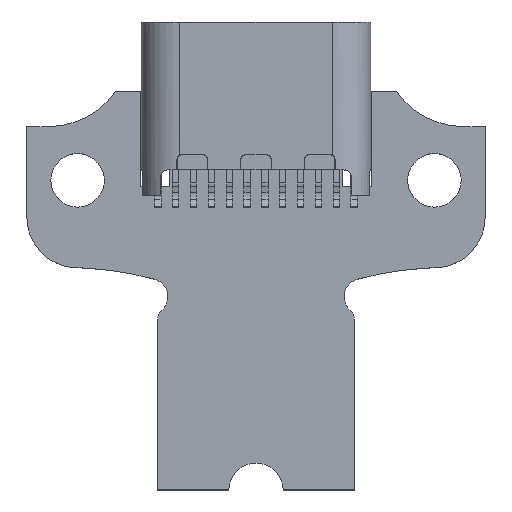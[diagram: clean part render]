
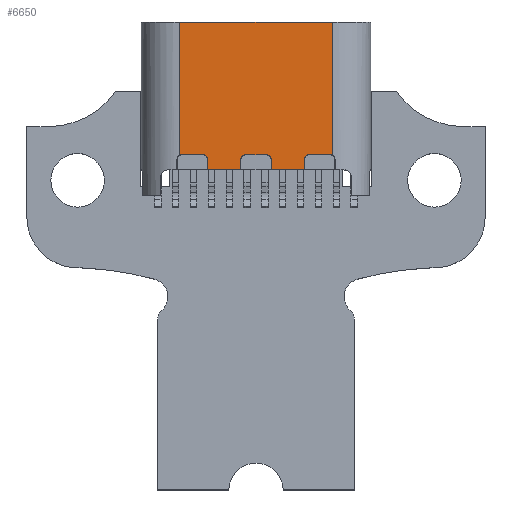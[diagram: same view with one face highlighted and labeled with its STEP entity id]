
A CAD part, top view. The second image highlights one B-rep face of the part: STEP entity #6650.
In plain terms, the highlighted planar face has unit normal (0, 0, 1).
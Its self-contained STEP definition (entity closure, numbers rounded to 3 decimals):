
#6650=ADVANCED_FACE('',(#7428),#19225,.T.);
#7428=FACE_OUTER_BOUND('',#8235,.T.);
#8235=EDGE_LOOP('',(#12089,#12090,#12091,#12092,#12093,#12094,#12095,#12096,
#12097,#12098,#12099,#12100,#12101,#12102,#12103,#12104,#12105,#12106));
#12089=ORIENTED_EDGE('',*,*,#14656,.T.);
#12090=ORIENTED_EDGE('',*,*,#14461,.T.);
#12091=ORIENTED_EDGE('',*,*,#14462,.T.);
#12092=ORIENTED_EDGE('',*,*,#14463,.T.);
#12093=ORIENTED_EDGE('',*,*,#14647,.T.);
#12094=ORIENTED_EDGE('',*,*,#14464,.T.);
#12095=ORIENTED_EDGE('',*,*,#14651,.T.);
#12096=ORIENTED_EDGE('',*,*,#14465,.T.);
#12097=ORIENTED_EDGE('',*,*,#14466,.T.);
#12098=ORIENTED_EDGE('',*,*,#14467,.T.);
#12099=ORIENTED_EDGE('',*,*,#14663,.T.);
#12100=ORIENTED_EDGE('',*,*,#14468,.T.);
#12101=ORIENTED_EDGE('',*,*,#14668,.T.);
#12102=ORIENTED_EDGE('',*,*,#14469,.T.);
#12103=ORIENTED_EDGE('',*,*,#14470,.T.);
#12104=ORIENTED_EDGE('',*,*,#14471,.T.);
#12105=ORIENTED_EDGE('',*,*,#14658,.T.);
#12106=ORIENTED_EDGE('',*,*,#14472,.T.);
#14461=EDGE_CURVE('',#18579,#18580,#17179,.T.);
#14462=EDGE_CURVE('',#18580,#18581,#17180,.T.);
#14463=EDGE_CURVE('',#18581,#18582,#17181,.T.);
#14464=EDGE_CURVE('',#18583,#18584,#17182,.T.);
#14465=EDGE_CURVE('',#18585,#18586,#17183,.T.);
#14466=EDGE_CURVE('',#18586,#18587,#17184,.T.);
#14467=EDGE_CURVE('',#18587,#18588,#17185,.T.);
#14468=EDGE_CURVE('',#18589,#18590,#17186,.T.);
#14469=EDGE_CURVE('',#18591,#18592,#17187,.T.);
#14470=EDGE_CURVE('',#18592,#18593,#17188,.T.);
#14471=EDGE_CURVE('',#18593,#18594,#17189,.T.);
#14472=EDGE_CURVE('',#18595,#18596,#17190,.T.);
#14647=EDGE_CURVE('',#18582,#18583,#15192,.T.);
#14651=EDGE_CURVE('',#18584,#18585,#15194,.T.);
#14656=EDGE_CURVE('',#18596,#18579,#15196,.T.);
#14658=EDGE_CURVE('',#18594,#18595,#15197,.T.);
#14663=EDGE_CURVE('',#18588,#18589,#15200,.T.);
#14668=EDGE_CURVE('',#18590,#18591,#15202,.T.);
#15192=TRIMMED_CURVE($,#15714,(#31175),(#31176),.T.,.CARTESIAN.);
#15194=TRIMMED_CURVE($,#15716,(#31185),(#31186),.T.,.CARTESIAN.);
#15196=TRIMMED_CURVE($,#15718,(#31197),(#31198),.T.,.CARTESIAN.);
#15197=TRIMMED_CURVE($,#15719,(#31202),(#31203),.T.,.CARTESIAN.);
#15200=TRIMMED_CURVE($,#15722,(#31215),(#31216),.T.,.CARTESIAN.);
#15202=TRIMMED_CURVE($,#15724,(#31227),(#31228),.T.,.CARTESIAN.);
#15714=CIRCLE('',#20850,0.2);
#15716=CIRCLE('',#20852,0.2);
#15718=CIRCLE('',#20854,0.2);
#15719=CIRCLE('',#20855,0.2);
#15722=CIRCLE('',#20858,0.2);
#15724=CIRCLE('',#20860,0.2);
#17179=B_SPLINE_CURVE_WITH_KNOTS('',1,(#30685,#30686),.UNSPECIFIED.,.F.,
 .F.,(2,2),(0.,0.4),.UNSPECIFIED.);
#17180=B_SPLINE_CURVE_WITH_KNOTS('',1,(#30687,#30688),.UNSPECIFIED.,.F.,
 .F.,(2,2),(0.,1.3),.UNSPECIFIED.);
#17181=B_SPLINE_CURVE_WITH_KNOTS('',1,(#30689,#30690),.UNSPECIFIED.,.F.,
 .F.,(2,2),(0.,0.4),.UNSPECIFIED.);
#17182=B_SPLINE_CURVE_WITH_KNOTS('',1,(#30691,#30692),.UNSPECIFIED.,.F.,
 .F.,(2,2),(0.,0.8),.UNSPECIFIED.);
#17183=B_SPLINE_CURVE_WITH_KNOTS('',1,(#30693,#30694),.UNSPECIFIED.,.F.,
 .F.,(2,2),(0.,0.4),.UNSPECIFIED.);
#17184=B_SPLINE_CURVE_WITH_KNOTS('',1,(#30695,#30696),.UNSPECIFIED.,.F.,
 .F.,(2,2),(0.,1.3),.UNSPECIFIED.);
#17185=B_SPLINE_CURVE_WITH_KNOTS('',1,(#30697,#30698),.UNSPECIFIED.,.F.,
 .F.,(2,2),(0.,0.4),.UNSPECIFIED.);
#17186=B_SPLINE_CURVE_WITH_KNOTS('',1,(#30699,#30700),.UNSPECIFIED.,.F.,
 .F.,(2,2),(0.,0.8),.UNSPECIFIED.);
#17187=B_SPLINE_CURVE_WITH_KNOTS('',1,(#30701,#30702),.UNSPECIFIED.,.F.,
 .F.,(2,2),(0.,5.227),.UNSPECIFIED.);
#17188=B_SPLINE_CURVE_WITH_KNOTS('',1,(#30703,#30704),.UNSPECIFIED.,.F.,
 .F.,(2,2),(0.,6.),.UNSPECIFIED.);
#17189=B_SPLINE_CURVE_WITH_KNOTS('',1,(#30705,#30706),.UNSPECIFIED.,.F.,
 .F.,(2,2),(0.,5.227),.UNSPECIFIED.);
#17190=B_SPLINE_CURVE_WITH_KNOTS('',1,(#30707,#30708),.UNSPECIFIED.,.F.,
 .F.,(2,2),(0.,0.8),.UNSPECIFIED.);
#18579=VERTEX_POINT('',#30525);
#18580=VERTEX_POINT('',#30526);
#18581=VERTEX_POINT('',#30527);
#18582=VERTEX_POINT('',#30528);
#18583=VERTEX_POINT('',#30529);
#18584=VERTEX_POINT('',#30530);
#18585=VERTEX_POINT('',#30531);
#18586=VERTEX_POINT('',#30532);
#18587=VERTEX_POINT('',#30533);
#18588=VERTEX_POINT('',#30534);
#18589=VERTEX_POINT('',#30535);
#18590=VERTEX_POINT('',#30536);
#18591=VERTEX_POINT('',#30537);
#18592=VERTEX_POINT('',#30538);
#18593=VERTEX_POINT('',#30539);
#18594=VERTEX_POINT('',#30540);
#18595=VERTEX_POINT('',#30541);
#18596=VERTEX_POINT('',#30542);
#19225=PLANE('',#20736);
#20736=AXIS2_PLACEMENT_3D('',#30120,#22473,$);
#20850=AXIS2_PLACEMENT_3D($,#31174,#22620,#22621);
#20852=AXIS2_PLACEMENT_3D($,#31184,#22624,#22625);
#20854=AXIS2_PLACEMENT_3D($,#31196,#22628,#22629);
#20855=AXIS2_PLACEMENT_3D($,#31201,#22630,#22631);
#20858=AXIS2_PLACEMENT_3D($,#31214,#22636,#22637);
#20860=AXIS2_PLACEMENT_3D($,#31226,#22640,#22641);
#22473=DIRECTION('',(0.,0.,1.));
#22620=DIRECTION('',(0.,0.,-1.));
#22621=DIRECTION('',(-1.,0.,0.));
#22624=DIRECTION('',(0.,0.,-1.));
#22625=DIRECTION('',(0.,1.,0.));
#22628=DIRECTION('',(0.,0.,-1.));
#22629=DIRECTION('',(0.,1.,0.));
#22630=DIRECTION('',(0.,0.,-1.));
#22631=DIRECTION('',(-0.5,0.866,0.));
#22636=DIRECTION('',(0.,0.,-1.));
#22637=DIRECTION('',(-1.,0.,0.));
#22640=DIRECTION('',(0.,0.,-1.));
#22641=DIRECTION('',(0.,1.,0.));
#30120=CARTESIAN_POINT('',(12.601,18.936,3.2));
#30525=CARTESIAN_POINT('',(7.101,12.956,3.2));
#30526=CARTESIAN_POINT('',(7.101,12.556,3.2));
#30527=CARTESIAN_POINT('',(8.401,12.556,3.2));
#30528=CARTESIAN_POINT('',(8.401,12.956,3.2));
#30529=CARTESIAN_POINT('',(8.601,13.156,3.2));
#30530=CARTESIAN_POINT('',(9.401,13.156,3.2));
#30531=CARTESIAN_POINT('',(9.601,12.956,3.2));
#30532=CARTESIAN_POINT('',(9.601,12.556,3.2));
#30533=CARTESIAN_POINT('',(10.901,12.556,3.2));
#30534=CARTESIAN_POINT('',(10.901,12.956,3.2));
#30535=CARTESIAN_POINT('',(11.101,13.156,3.2));
#30536=CARTESIAN_POINT('',(11.901,13.156,3.2));
#30537=CARTESIAN_POINT('',(12.001,13.129,3.2));
#30538=CARTESIAN_POINT('',(12.001,18.356,3.2));
#30539=CARTESIAN_POINT('',(6.001,18.356,3.2));
#30540=CARTESIAN_POINT('',(6.001,13.129,3.2));
#30541=CARTESIAN_POINT('',(6.101,13.156,3.2));
#30542=CARTESIAN_POINT('',(6.901,13.156,3.2));
#30685=CARTESIAN_POINT('',(7.101,12.956,3.2));
#30686=CARTESIAN_POINT('',(7.101,12.556,3.2));
#30687=CARTESIAN_POINT('',(7.101,12.556,3.2));
#30688=CARTESIAN_POINT('',(8.401,12.556,3.2));
#30689=CARTESIAN_POINT('',(8.401,12.556,3.2));
#30690=CARTESIAN_POINT('',(8.401,12.956,3.2));
#30691=CARTESIAN_POINT('',(8.601,13.156,3.2));
#30692=CARTESIAN_POINT('',(9.401,13.156,3.2));
#30693=CARTESIAN_POINT('',(9.601,12.956,3.2));
#30694=CARTESIAN_POINT('',(9.601,12.556,3.2));
#30695=CARTESIAN_POINT('',(9.601,12.556,3.2));
#30696=CARTESIAN_POINT('',(10.901,12.556,3.2));
#30697=CARTESIAN_POINT('',(10.901,12.556,3.2));
#30698=CARTESIAN_POINT('',(10.901,12.956,3.2));
#30699=CARTESIAN_POINT('',(11.101,13.156,3.2));
#30700=CARTESIAN_POINT('',(11.901,13.156,3.2));
#30701=CARTESIAN_POINT('',(12.001,13.129,3.2));
#30702=CARTESIAN_POINT('',(12.001,18.356,3.2));
#30703=CARTESIAN_POINT('',(12.001,18.356,3.2));
#30704=CARTESIAN_POINT('',(6.001,18.356,3.2));
#30705=CARTESIAN_POINT('',(6.001,18.356,3.2));
#30706=CARTESIAN_POINT('',(6.001,13.129,3.2));
#30707=CARTESIAN_POINT('',(6.101,13.156,3.2));
#30708=CARTESIAN_POINT('',(6.901,13.156,3.2));
#31174=CARTESIAN_POINT('',(8.601,12.956,3.2));
#31175=CARTESIAN_POINT('',(8.401,12.956,3.2));
#31176=CARTESIAN_POINT('',(8.601,13.156,3.2));
#31184=CARTESIAN_POINT('',(9.401,12.956,3.2));
#31185=CARTESIAN_POINT('',(9.401,13.156,3.2));
#31186=CARTESIAN_POINT('',(9.601,12.956,3.2));
#31196=CARTESIAN_POINT('',(6.901,12.956,3.2));
#31197=CARTESIAN_POINT('',(6.901,13.156,3.2));
#31198=CARTESIAN_POINT('',(7.101,12.956,3.2));
#31201=CARTESIAN_POINT('',(6.101,12.956,3.2));
#31202=CARTESIAN_POINT('',(6.001,13.129,3.2));
#31203=CARTESIAN_POINT('',(6.101,13.156,3.2));
#31214=CARTESIAN_POINT('',(11.101,12.956,3.2));
#31215=CARTESIAN_POINT('',(10.901,12.956,3.2));
#31216=CARTESIAN_POINT('',(11.101,13.156,3.2));
#31226=CARTESIAN_POINT('',(11.901,12.956,3.2));
#31227=CARTESIAN_POINT('',(11.901,13.156,3.2));
#31228=CARTESIAN_POINT('',(12.001,13.129,3.2));
